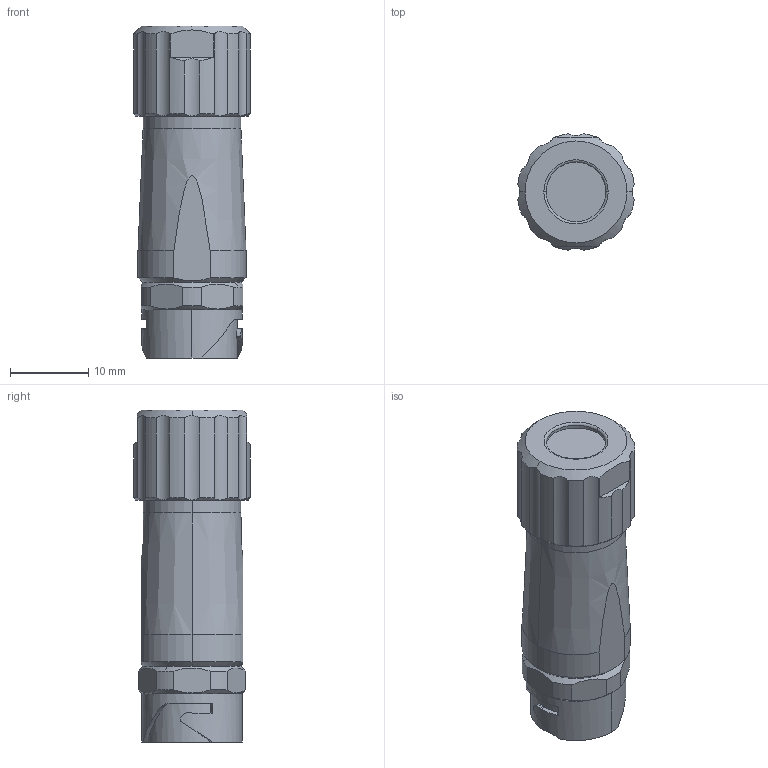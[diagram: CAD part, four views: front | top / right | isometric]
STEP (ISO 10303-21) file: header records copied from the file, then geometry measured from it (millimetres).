
FILE_DESCRIPTION(('CoCreate Modeling STEP Export'),'2;1');
FILE_NAME('LF10WBJ-12P.stp','2014-09-03T 9:33:32',(''),(''),'CoCreate Modeling STEP processor for AP214 (Solid Model)','CoCreate Modeling 17.0 01-Apr-2010 (C) Parametric Technology GmbH','');
FILE_SCHEMA(('AUTOMOTIVE_DESIGN { 1 0 10303 214 1 1 1 1 }'));
Length unit declared in the file: millimetre
Products named in the file (1): LF10WBJ-12P
Bounding box: 14.87 x 14.87 x 42.4 mm (x, y, z)
Volume: 5518.9 mm3; surface area: 2466.3 mm2
Topology: 1 solids, 1 shells, 128 faces, 336 edges, 215 vertices
Faces by surface type: cylinder 52, plane 32, cone 28, bspline 14, torus 2
Entity records: 8637 total; most frequent: CARTESIAN_POINT 5876, ORIENTED_EDGE 672, DIRECTION 400, EDGE_CURVE 336, VERTEX_POINT 215, AXIS2_PLACEMENT_3D 142, EDGE_LOOP 133, FACE_OUTER_BOUND 128
